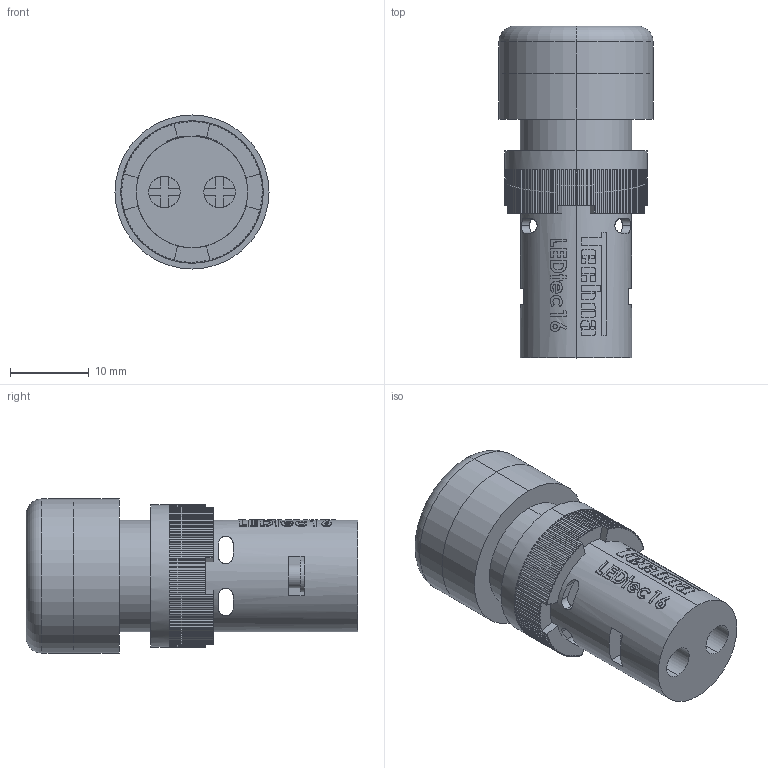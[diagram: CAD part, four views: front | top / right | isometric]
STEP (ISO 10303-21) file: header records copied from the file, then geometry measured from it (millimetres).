
FILE_DESCRIPTION (( 'STEP AP214' ), '1' );
FILE_NAME ('LEDtec16.STEP', '2020-07-09T07:21:04', ( '' ), ( '' ), 'SwSTEP 2.0', 'SolidWorks 2020', '' );
FILE_SCHEMA (( 'AUTOMOTIVE_DESIGN' ));
Length unit declared in the file: millimetre
Products named in the file (1): LEDtec16
Bounding box: 19.5 x 42 x 19.5 mm (x, y, z)
Volume: 7609.8 mm3; surface area: 4458.7 mm2
Topology: 2 solids, 2 shells, 549 faces, 1552 edges, 1034 vertices
Faces by surface type: plane 294, cylinder 169, bspline 84, torus 2
Entity records: 25173 total; most frequent: CARTESIAN_POINT 8364, ORIENTED_EDGE 3104, DIRECTION 2924, EDGE_CURVE 1552, AXIS2_PLACEMENT_3D 1124, VERTEX_POINT 1034, LINE 676, VECTOR 676
